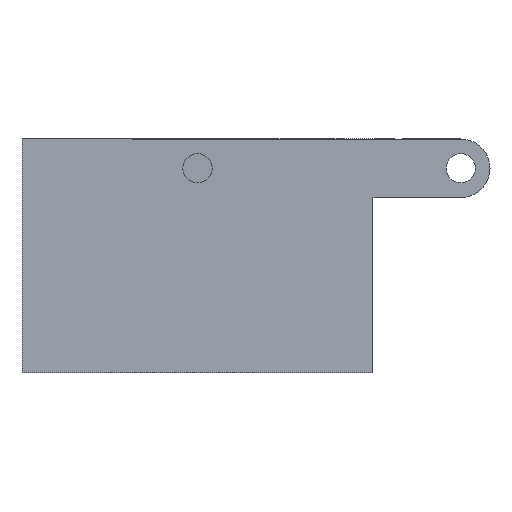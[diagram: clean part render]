
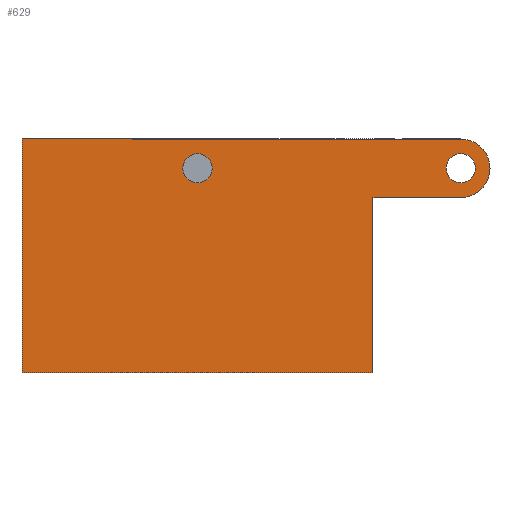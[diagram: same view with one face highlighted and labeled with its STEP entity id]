
A CAD part, front view. The second image highlights one B-rep face of the part: STEP entity #629.
In plain terms, the highlighted planar face has unit normal (0, -1, 0).
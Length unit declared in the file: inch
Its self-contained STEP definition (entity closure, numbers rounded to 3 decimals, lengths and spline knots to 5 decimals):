
#3 = DIRECTION ( 'NONE',  ( -1., 0., 0. ) ) ;
#6 = VERTEX_POINT ( 'NONE', #1092 ) ;
#7 = LINE ( 'NONE', #310, #1243 ) ;
#26 = DIRECTION ( 'NONE',  ( 0., 1., 0. ) ) ;
#35 = EDGE_CURVE ( 'NONE', #1258, #263, #1000, .T. ) ;
#50 = EDGE_CURVE ( 'NONE', #202, #263, #802, .T. ) ;
#56 = CARTESIAN_POINT ( 'NONE',  ( 1.5, -4., 2. ) ) ;
#57 = AXIS2_PLACEMENT_3D ( 'NONE', #147, #768, #867 ) ;
#62 = LINE ( 'NONE', #1319, #408 ) ;
#86 = ORIENTED_EDGE ( 'NONE', *, *, #794, .T. ) ;
#92 = LINE ( 'NONE', #994, #993 ) ;
#102 = AXIS2_PLACEMENT_3D ( 'NONE', #250, #26, #952 ) ;
#147 = CARTESIAN_POINT ( 'NONE',  ( 1.5, -4., 2. ) ) ;
#159 = AXIS2_PLACEMENT_3D ( 'NONE', #517, #1234, #827 ) ;
#201 = EDGE_CURVE ( 'NONE', #1258, #6, #92, .T. ) ;
#202 = VERTEX_POINT ( 'NONE', #776 ) ;
#203 = CARTESIAN_POINT ( 'NONE',  ( 1.5, -4., 0. ) ) ;
#215 = ORIENTED_EDGE ( 'NONE', *, *, #225, .F. ) ;
#225 = EDGE_CURVE ( 'NONE', #440, #965, #7, .T. ) ;
#243 = EDGE_CURVE ( 'NONE', #1155, #1145, #1163, .T. ) ;
#250 = CARTESIAN_POINT ( 'NONE',  ( 2.25, -4., 1.75 ) ) ;
#258 = CIRCLE ( 'NONE', #819, 0.125 ) ;
#263 = VERTEX_POINT ( 'NONE', #203 ) ;
#292 = CARTESIAN_POINT ( 'NONE',  ( 1.5, -4., 0. ) ) ;
#310 = CARTESIAN_POINT ( 'NONE',  ( 1.5, -4., 2. ) ) ;
#313 = DIRECTION ( 'NONE',  ( 0., 1., 0. ) ) ;
#315 = EDGE_CURVE ( 'NONE', #825, #800, #258, .T. ) ;
#322 = DIRECTION ( 'NONE',  ( 0., 1., 0. ) ) ;
#364 = CARTESIAN_POINT ( 'NONE',  ( 0.125, -4., 1.75 ) ) ;
#371 = CIRCLE ( 'NONE', #396, 0.25 ) ;
#395 = DIRECTION ( 'NONE',  ( 0., 1., 0. ) ) ;
#396 = AXIS2_PLACEMENT_3D ( 'NONE', #1322, #395, #3 ) ;
#400 = CARTESIAN_POINT ( 'NONE',  ( 0., -4., 1.75 ) ) ;
#408 = VECTOR ( 'NONE', #1111, 39.37008 ) ;
#440 = VERTEX_POINT ( 'NONE', #1006 ) ;
#487 = DIRECTION ( 'NONE',  ( 0., 0., -1. ) ) ;
#517 = CARTESIAN_POINT ( 'NONE',  ( 2.25, -4., 1.75 ) ) ;
#522 = EDGE_LOOP ( 'NONE', ( #215, #86, #620, #572, #662, #1121, #596 ) ) ;
#524 = DIRECTION ( 'NONE',  ( -1., 0., 0. ) ) ;
#545 = CARTESIAN_POINT ( 'NONE',  ( 2.375, -4., 1.75 ) ) ;
#560 = AXIS2_PLACEMENT_3D ( 'NONE', #1171, #818, #1259 ) ;
#572 = ORIENTED_EDGE ( 'NONE', *, *, #35, .F. ) ;
#596 = ORIENTED_EDGE ( 'NONE', *, *, #954, .F. ) ;
#598 = VECTOR ( 'NONE', #798, 39.37008 ) ;
#609 = EDGE_LOOP ( 'NONE', ( #1063, #971 ) ) ;
#620 = ORIENTED_EDGE ( 'NONE', *, *, #50, .T. ) ;
#621 = CARTESIAN_POINT ( 'NONE',  ( 2.25, -4., 2. ) ) ;
#629 = ADVANCED_FACE ( 'NONE', ( #650, #659, #1078 ), #1180, .F. ) ;
#632 = CARTESIAN_POINT ( 'NONE',  ( 0., -4., 1.75 ) ) ;
#650 = FACE_BOUND ( 'NONE', #1251, .T. ) ;
#657 = CIRCLE ( 'NONE', #829, 0.125 ) ;
#659 = FACE_OUTER_BOUND ( 'NONE', #522, .T. ) ;
#662 = ORIENTED_EDGE ( 'NONE', *, *, #201, .T. ) ;
#740 = DIRECTION ( 'NONE',  ( 1., 0., 0. ) ) ;
#768 = DIRECTION ( 'NONE',  ( 0., 1., 0. ) ) ;
#776 = CARTESIAN_POINT ( 'NONE',  ( -1.5, -4., 0. ) ) ;
#794 = EDGE_CURVE ( 'NONE', #440, #202, #62, .T. ) ;
#798 = DIRECTION ( 'NONE',  ( 1., 0., 0. ) ) ;
#800 = VERTEX_POINT ( 'NONE', #879 ) ;
#802 = LINE ( 'NONE', #292, #598 ) ;
#818 = DIRECTION ( 'NONE',  ( 0., 1., 0. ) ) ;
#819 = AXIS2_PLACEMENT_3D ( 'NONE', #400, #322, #928 ) ;
#825 = VERTEX_POINT ( 'NONE', #364 ) ;
#827 = DIRECTION ( 'NONE',  ( -1., 0., 0. ) ) ;
#829 = AXIS2_PLACEMENT_3D ( 'NONE', #632, #313, #524 ) ;
#867 = DIRECTION ( 'NONE',  ( -1., 0., 0. ) ) ;
#879 = CARTESIAN_POINT ( 'NONE',  ( -0.125, -4., 1.75 ) ) ;
#914 = CIRCLE ( 'NONE', #159, 0.25 ) ;
#928 = DIRECTION ( 'NONE',  ( -1., 0., 0. ) ) ;
#952 = DIRECTION ( 'NONE',  ( -1., 0., 0. ) ) ;
#954 = EDGE_CURVE ( 'NONE', #965, #1309, #371, .T. ) ;
#965 = VERTEX_POINT ( 'NONE', #621 ) ;
#966 = VECTOR ( 'NONE', #487, 39.37008 ) ;
#971 = ORIENTED_EDGE ( 'NONE', *, *, #243, .T. ) ;
#972 = EDGE_CURVE ( 'NONE', #1309, #6, #914, .T. ) ;
#993 = VECTOR ( 'NONE', #1297, 39.37008 ) ;
#994 = CARTESIAN_POINT ( 'NONE',  ( 0., -4., 1.5 ) ) ;
#1000 = LINE ( 'NONE', #56, #966 ) ;
#1006 = CARTESIAN_POINT ( 'NONE',  ( -1.5, -4., 2. ) ) ;
#1017 = EDGE_CURVE ( 'NONE', #800, #825, #657, .T. ) ;
#1053 = CARTESIAN_POINT ( 'NONE',  ( 1.5, -4., 1.5 ) ) ;
#1063 = ORIENTED_EDGE ( 'NONE', *, *, #1140, .T. ) ;
#1078 = FACE_BOUND ( 'NONE', #609, .T. ) ;
#1092 = CARTESIAN_POINT ( 'NONE',  ( 2.25, -4., 1.5 ) ) ;
#1111 = DIRECTION ( 'NONE',  ( 0., 0., -1. ) ) ;
#1121 = ORIENTED_EDGE ( 'NONE', *, *, #972, .F. ) ;
#1140 = EDGE_CURVE ( 'NONE', #1145, #1155, #1274, .T. ) ;
#1145 = VERTEX_POINT ( 'NONE', #545 ) ;
#1155 = VERTEX_POINT ( 'NONE', #1168 ) ;
#1163 = CIRCLE ( 'NONE', #560, 0.125 ) ;
#1168 = CARTESIAN_POINT ( 'NONE',  ( 2.125, -4., 1.75 ) ) ;
#1171 = CARTESIAN_POINT ( 'NONE',  ( 2.25, -4., 1.75 ) ) ;
#1176 = ORIENTED_EDGE ( 'NONE', *, *, #315, .T. ) ;
#1180 = PLANE ( 'NONE',  #57 ) ;
#1234 = DIRECTION ( 'NONE',  ( 0., 1., 0. ) ) ;
#1243 = VECTOR ( 'NONE', #740, 39.37008 ) ;
#1251 = EDGE_LOOP ( 'NONE', ( #1176, #1275 ) ) ;
#1258 = VERTEX_POINT ( 'NONE', #1053 ) ;
#1259 = DIRECTION ( 'NONE',  ( -1., 0., 0. ) ) ;
#1274 = CIRCLE ( 'NONE', #102, 0.125 ) ;
#1275 = ORIENTED_EDGE ( 'NONE', *, *, #1017, .T. ) ;
#1293 = CARTESIAN_POINT ( 'NONE',  ( 2.5, -4., 1.75 ) ) ;
#1297 = DIRECTION ( 'NONE',  ( 1., 0., 0. ) ) ;
#1309 = VERTEX_POINT ( 'NONE', #1293 ) ;
#1319 = CARTESIAN_POINT ( 'NONE',  ( -1.5, -4., 2. ) ) ;
#1322 = CARTESIAN_POINT ( 'NONE',  ( 2.25, -4., 1.75 ) ) ;
